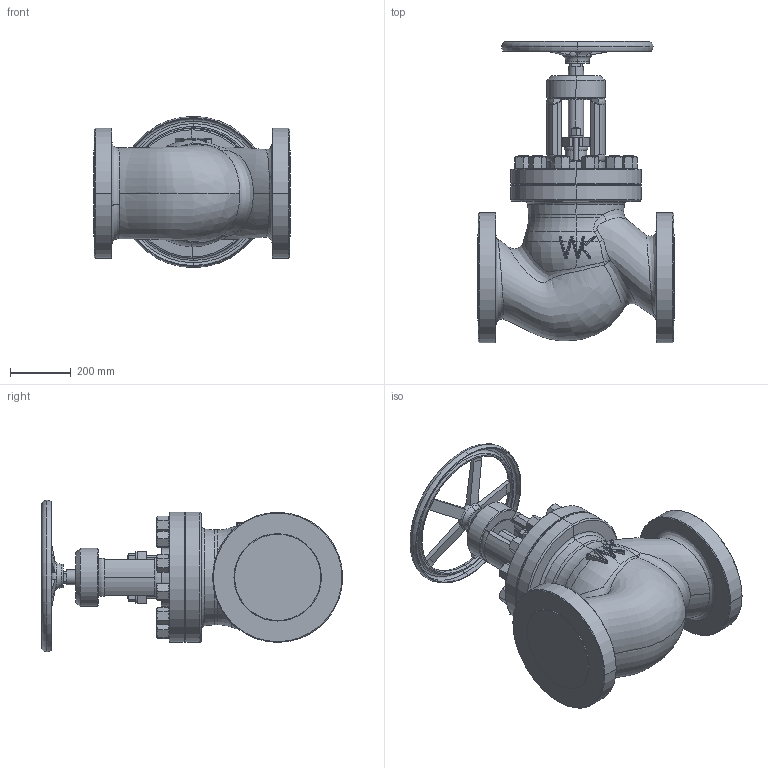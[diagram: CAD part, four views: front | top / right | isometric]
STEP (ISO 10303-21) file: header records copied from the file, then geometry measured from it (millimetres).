
FILE_DESCRIPTION (( 'STEP AP214' ), '1' );
FILE_NAME ('[200] 530 DN200 3-8518 katalog uproszczony.STEP', '2015-03-18T07:46:03', ( '' ), ( '' ), 'SwSTEP 2.0', 'SolidWorks 2015', '' );
FILE_SCHEMA (( 'AUTOMOTIVE_DESIGN' ));
Length unit declared in the file: millimetre
Products named in the file (1): [200] 530 DN200 3-8518 katalog uproszczony
Bounding box: 650 x 996.19 x 500 mm (x, y, z)
Volume: 91469744.9 mm3; surface area: 2429145.2 mm2
Topology: 1 solids, 1 shells, 753 faces, 1819 edges, 1088 vertices
Faces by surface type: plane 247, cone 244, cylinder 158, torus 55, bspline 28, sphere 21
Entity records: 44595 total; most frequent: CARTESIAN_POINT 22504, ORIENTED_EDGE 3604, DIRECTION 3359, EDGE_CURVE 1802, AXIS2_PLACEMENT_3D 1426, VERTEX_POINT 1087, EDGE_LOOP 831, FACE_OUTER_BOUND 753
